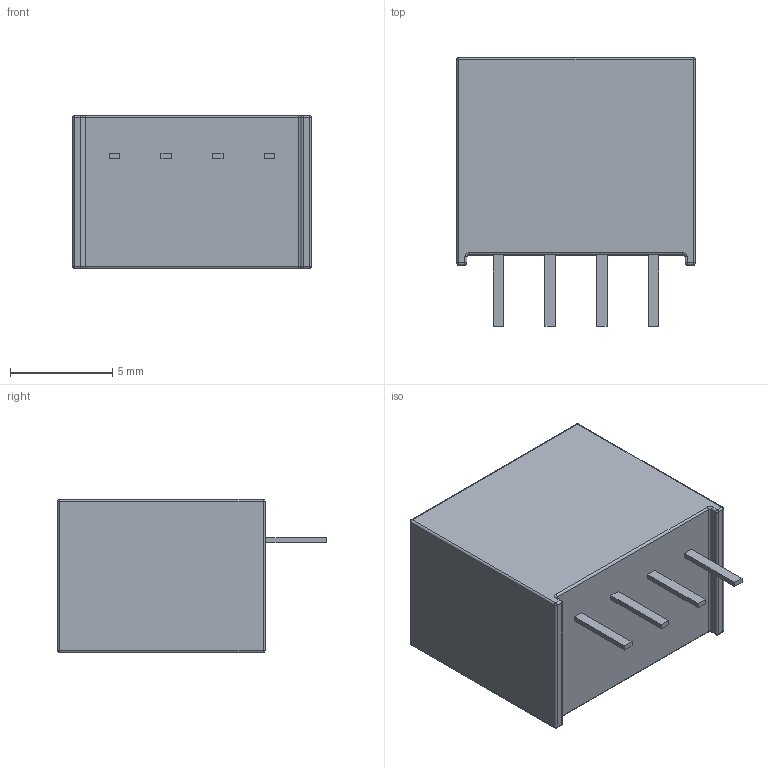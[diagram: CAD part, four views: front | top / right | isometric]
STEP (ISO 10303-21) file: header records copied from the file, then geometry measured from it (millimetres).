
FILE_DESCRIPTION (( 'STEP AP214' ), '1' );
FILE_NAME ('sip-4.STEP', '2022-05-19T10:21:55', ( '砐錪賧瘔蠈錪 Windows' ), ( '' ), 'SwSTEP 2.0', 'SolidWorks 2018', '' );
FILE_SCHEMA (( 'AUTOMOTIVE_DESIGN' ));
Length unit declared in the file: millimetre
Products named in the file (1): sip-4
Bounding box: 11.68 x 13.16 x 7.5 mm (x, y, z)
Volume: 851.5 mm3; surface area: 576.4 mm2
Topology: 1 solids, 1 shells, 70 faces, 160 edges, 84 vertices
Faces by surface type: plane 30, cylinder 24, sphere 12, torus 4
Entity records: 2636 total; most frequent: DIRECTION 342, CARTESIAN_POINT 303, ORIENTED_EDGE 296, EDGE_CURVE 148, AXIS2_PLACEMENT_3D 123, LINE 96, VECTOR 96, VERTEX_POINT 84
